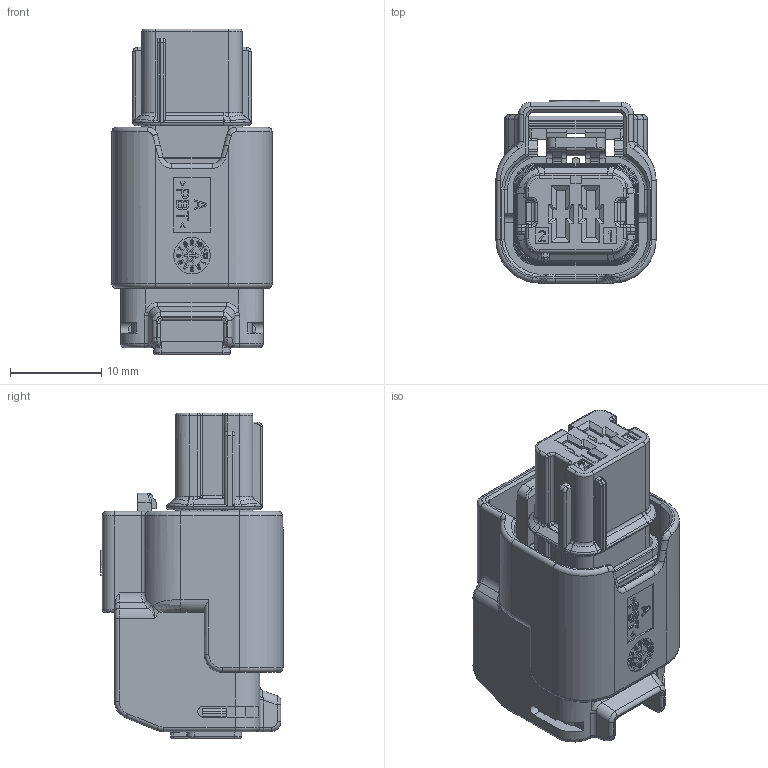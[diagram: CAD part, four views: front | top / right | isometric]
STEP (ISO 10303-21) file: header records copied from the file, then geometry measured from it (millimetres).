
FILE_DESCRIPTION((''),'2;1');
FILE_NAME('CU_KH1200001-40_060_SLD_2F_ASSY','2020-08-18T13:28:05',('parkkh'),(''),'CREO PARAMETRIC BY PTC INC, 2017380','CREO PARAMETRIC BY PTC INC, 2017380','');
FILE_SCHEMA(('CONFIG_CONTROL_DESIGN'));
Length unit declared in the file: millimetre
Products named in the file (1): CU_KH1200001-40_060_SLD_2F_ASSY
Bounding box: 17.6 x 20 x 35.8 mm (x, y, z)
Volume: 5701.3 mm3; surface area: 5045.3 mm2
Topology: 1 solids, 10 shells, 1902 faces, 4912 edges, 3081 vertices
Faces by surface type: plane 972, cylinder 440, extrusion 176, torus 134, bspline 109, cone 55, sphere 16
Entity records: 62243 total; most frequent: CARTESIAN_POINT 17143, ORIENTED_EDGE 9816, DIRECTION 8529, EDGE_CURVE 4908, VECTOR 3405, LINE 3229, VERTEX_POINT 3081, AXIS2_PLACEMENT_3D 2562
